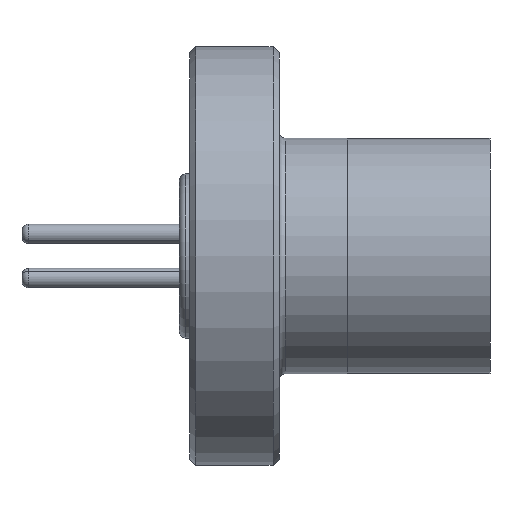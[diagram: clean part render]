
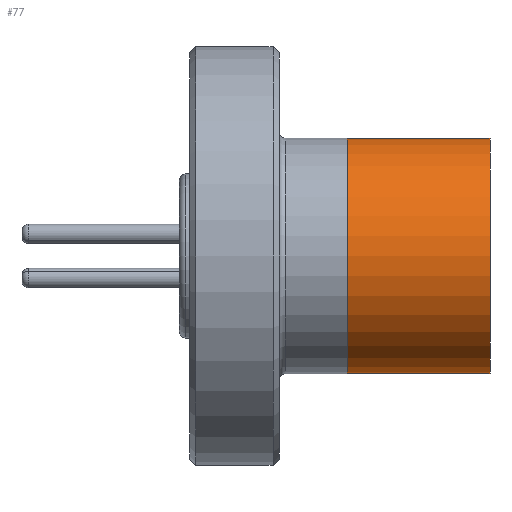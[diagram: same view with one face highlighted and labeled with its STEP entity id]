
A CAD part, left-side view. The second image highlights one B-rep face of the part: STEP entity #77.
In plain terms, the highlighted cylindrical face has radius 9.487 mm (diameter 18.974 mm), a partial arc.
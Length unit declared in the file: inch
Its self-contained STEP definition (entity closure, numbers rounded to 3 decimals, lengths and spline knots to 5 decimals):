
#17 = CARTESIAN_POINT ( 'NONE',  ( 0., 0., 0.3735 ) ) ;
#53 = FACE_OUTER_BOUND ( 'NONE', #4934, .T. ) ;
#77 = ADVANCED_FACE ( 'NONE', ( #53 ), #4535, .T. ) ;
#102 = DIRECTION ( 'NONE',  ( 0., 0., -1. ) ) ;
#224 = EDGE_CURVE ( 'NONE', #5206, #4452, #2231, .T. ) ;
#248 = CARTESIAN_POINT ( 'NONE',  ( 0., 0., 0. ) ) ;
#576 = VERTEX_POINT ( 'NONE', #17 ) ;
#673 = AXIS2_PLACEMENT_3D ( 'NONE', #3480, #1864, #5126 ) ;
#679 = LINE ( 'NONE', #1818, #4917 ) ;
#947 = CIRCLE ( 'NONE', #3797, 0.3735 ) ;
#1030 = ORIENTED_EDGE ( 'NONE', *, *, #2530, .T. ) ;
#1299 = VECTOR ( 'NONE', #2492, 39.37008 ) ;
#1468 = DIRECTION ( 'NONE',  ( 0., 0., -1. ) ) ;
#1607 = AXIS2_PLACEMENT_3D ( 'NONE', #1660, #2569, #102 ) ;
#1660 = CARTESIAN_POINT ( 'NONE',  ( 0., 0., 0. ) ) ;
#1736 = CARTESIAN_POINT ( 'NONE',  ( 0., 0.454, -0.3735 ) ) ;
#1818 = CARTESIAN_POINT ( 'NONE',  ( 0., 0., -0.3735 ) ) ;
#1848 = VERTEX_POINT ( 'NONE', #2109 ) ;
#1864 = DIRECTION ( 'NONE',  ( 0., -1., 0. ) ) ;
#2109 = CARTESIAN_POINT ( 'NONE',  ( 0., 0., -0.3735 ) ) ;
#2231 = CIRCLE ( 'NONE', #673, 0.3735 ) ;
#2492 = DIRECTION ( 'NONE',  ( 0., -1., 0. ) ) ;
#2530 = EDGE_CURVE ( 'NONE', #4452, #1848, #679, .T. ) ;
#2547 = EDGE_CURVE ( 'NONE', #576, #1848, #947, .T. ) ;
#2569 = DIRECTION ( 'NONE',  ( 0., -1., 0. ) ) ;
#2752 = ORIENTED_EDGE ( 'NONE', *, *, #2849, .F. ) ;
#2849 = EDGE_CURVE ( 'NONE', #5206, #576, #4105, .T. ) ;
#3216 = ORIENTED_EDGE ( 'NONE', *, *, #224, .T. ) ;
#3480 = CARTESIAN_POINT ( 'NONE',  ( 0., 0.454, 0. ) ) ;
#3542 = DIRECTION ( 'NONE',  ( 0., -1., 0. ) ) ;
#3797 = AXIS2_PLACEMENT_3D ( 'NONE', #248, #3542, #1468 ) ;
#3860 = DIRECTION ( 'NONE',  ( 0., -1., 0. ) ) ;
#4105 = LINE ( 'NONE', #4615, #1299 ) ;
#4452 = VERTEX_POINT ( 'NONE', #1736 ) ;
#4535 = CYLINDRICAL_SURFACE ( 'NONE', #1607, 0.3735 ) ;
#4615 = CARTESIAN_POINT ( 'NONE',  ( 0., 0., 0.3735 ) ) ;
#4782 = CARTESIAN_POINT ( 'NONE',  ( 0., 0.454, 0.3735 ) ) ;
#4917 = VECTOR ( 'NONE', #3860, 39.37008 ) ;
#4934 = EDGE_LOOP ( 'NONE', ( #2752, #3216, #1030, #5316 ) ) ;
#5126 = DIRECTION ( 'NONE',  ( 0., 0., -1. ) ) ;
#5206 = VERTEX_POINT ( 'NONE', #4782 ) ;
#5316 = ORIENTED_EDGE ( 'NONE', *, *, #2547, .F. ) ;
